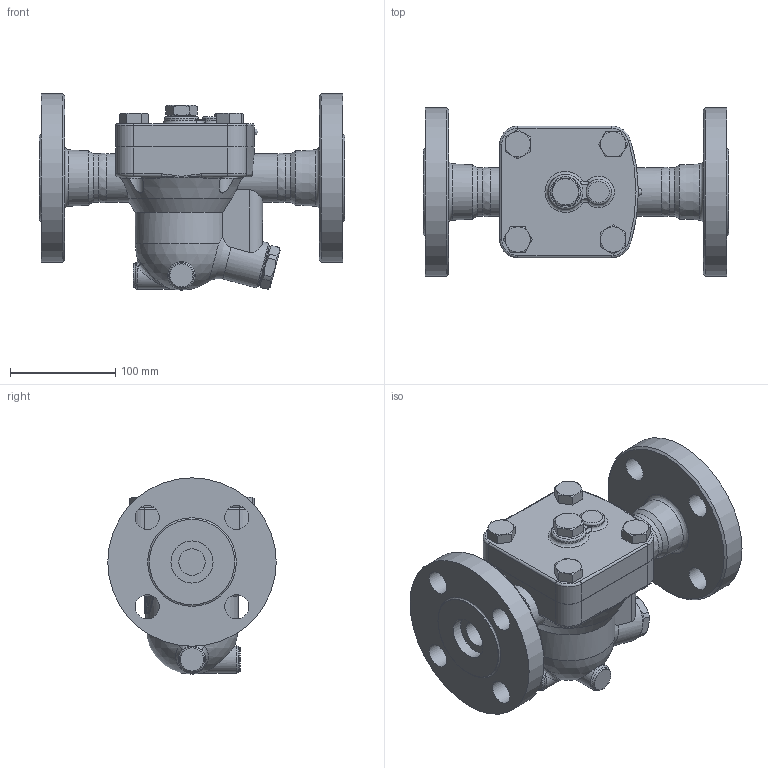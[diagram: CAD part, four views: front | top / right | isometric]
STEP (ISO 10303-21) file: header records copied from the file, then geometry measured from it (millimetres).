
FILE_DESCRIPTION((''),'2;1');
FILE_NAME('j5rhp-040-jis40-00.stp','2011-01-26T13:11:49',('nakaot'),(''),'Autodesk Inventor 2008','Autodesk Inventor 2008','');
FILE_SCHEMA(('AUTOMOTIVE_DESIGN { 1 0 10303 214 1 1 1 1 }'));
Length unit declared in the file: millimetre
Products named in the file (1): j5rhp-040-jis40-00
Bounding box: 290 x 160 x 186.5 mm (x, y, z)
Volume: 2615056.2 mm3; surface area: 250016.4 mm2
Topology: 1 solids, 1 shells, 293 faces, 719 edges, 452 vertices
Faces by surface type: plane 101, bspline 72, cylinder 67, cone 36, torus 15, sphere 2
Full cylindrical faces by diameter (mm): 16 x8, 21 x1, 22 x2, 23 x4, 24 x1, 25 x1, 26 x1, 33 x1, 38 x1, 40 x1, 44 x1, 46 x3, 80 x1, 81 x1, 160 x1
Entity records: 16890 total; most frequent: CARTESIAN_POINT 10844, ORIENTED_EDGE 1250, DIRECTION 1144, EDGE_CURVE 625, AXIS2_PLACEMENT_3D 490, VERTEX_POINT 429, EDGE_LOOP 412, FACE_OUTER_BOUND 293
